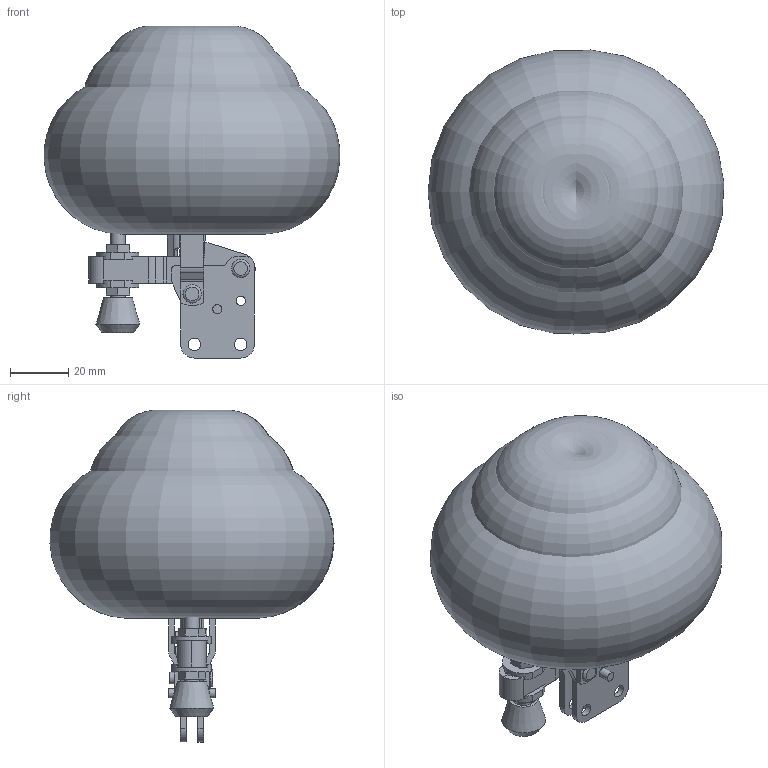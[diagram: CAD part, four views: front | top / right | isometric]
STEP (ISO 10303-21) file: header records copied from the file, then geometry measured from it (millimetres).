
FILE_DESCRIPTION(/* description */ ('Alibre Inc.'),/* implementation_level */ '2;1');
FILE_NAME(/* name */ 'export0',/* time_stamp */ '2012-02-17T12:07:27+01:00',/* author */ (''),/* organization */ (''),/* preprocessor_version */ 'ST-DEVELOPER v12',/* originating_system */ 'Alibre',/* authorisation */ '');
FILE_SCHEMA (('CONFIG_CONTROL_DESIGN'));
Length unit declared in the file: millimetre
Products named in the file (1): ID_1
Bounding box: 101.45 x 97.36 x 113.81 mm (x, y, z)
Volume: 12228.6 mm3; surface area: 134608.2 mm2
Topology: 20 solids, 21 shells, 345 faces, 882 edges, 543 vertices
Faces by surface type: plane 166, cylinder 149, torus 20, bspline 8, cone 2
Full cylindrical faces by diameter (mm): 3.175 x5, 3.91 x4, 4.025 x18, 4.3 x4, 5 x3, 5.2 x2, 6.3 x4, 8 x1
Entity records: 10011 total; most frequent: CARTESIAN_POINT 1875, ORIENTED_EDGE 1598, DIRECTION 1586, EDGE_CURVE 799, AXIS2_PLACEMENT_3D 658, VERTEX_POINT 515, EDGE_LOOP 458, FACE_BOUND 458
